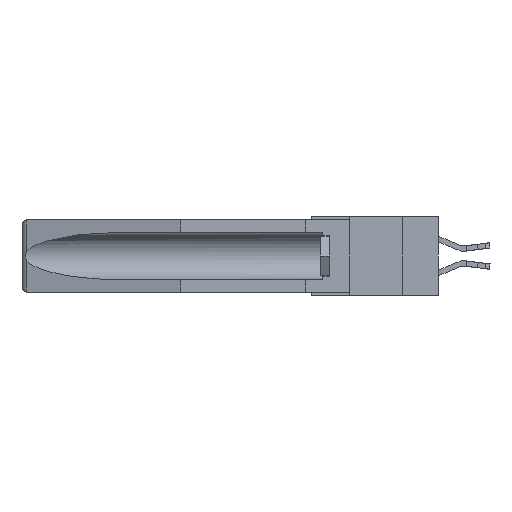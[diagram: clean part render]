
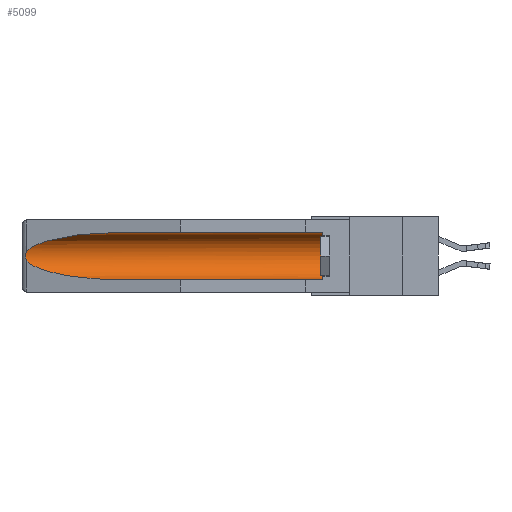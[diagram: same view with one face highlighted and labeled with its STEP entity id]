
A CAD part, left-side view. The second image highlights one B-rep face of the part: STEP entity #5099.
In plain terms, the highlighted cylindrical face has radius 2.857 mm (diameter 5.715 mm), a partial arc.
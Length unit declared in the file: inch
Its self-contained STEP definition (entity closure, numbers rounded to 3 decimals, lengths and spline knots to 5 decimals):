
#592 = CARTESIAN_POINT ( 'NONE',  ( 0.2675, 1.53308, -0.16763 ) ) ;
#1069 = EDGE_CURVE ( 'NONE', #18846, #2061, #7160, .T. ) ;
#1199 = CARTESIAN_POINT ( 'NONE',  ( 0.155, 0.126, -0.1715 ) ) ;
#1201 = ORIENTED_EDGE ( 'NONE', *, *, #6321, .F. ) ;
#1281 = CARTESIAN_POINT ( 'NONE',  ( 0.21114, 1.30732, -0.059 ) ) ;
#1518 = CIRCLE ( 'NONE', #10917, 0.1125 ) ;
#1637 = AXIS2_PLACEMENT_3D ( 'NONE', #3962, #9955, #8357 ) ;
#1752 = CARTESIAN_POINT ( 'NONE',  ( 0.155, -0.30754, -0.284 ) ) ;
#1999 = CARTESIAN_POINT ( 'NONE',  ( 0.26597, 1.5296, -0.19026 ) ) ;
#2061 = VERTEX_POINT ( 'NONE', #11433 ) ;
#2142 = VERTEX_POINT ( 'NONE', #19273 ) ;
#2195 = CARTESIAN_POINT ( 'NONE',  ( 0.26597, 1.52961, -0.15275 ) ) ;
#2361 = CARTESIAN_POINT ( 'NONE',  ( 0.26537, 1.52718, -0.19328 ) ) ;
#2512 = CARTESIAN_POINT ( 'NONE',  ( 0.25451, 1.48313, -0.09465 ) ) ;
#3313 = ORIENTED_EDGE ( 'NONE', *, *, #18872, .T. ) ;
#3745 = CARTESIAN_POINT ( 'NONE',  ( 0.26537, 1.52718, -0.19328 ) ) ;
#3962 = CARTESIAN_POINT ( 'NONE',  ( 0.155, -0.30754, -0.1715 ) ) ;
#4263 = VERTEX_POINT ( 'NONE', #5448 ) ;
#4337 = LINE ( 'NONE', #18138, #14701 ) ;
#4453 = CARTESIAN_POINT ( 'NONE',  ( 0.21114, 1.30732, -0.284 ) ) ;
#4496 = ORIENTED_EDGE ( 'NONE', *, *, #16041, .T. ) ;
#5099 = ADVANCED_FACE ( 'NONE', ( #13277 ), #18337, .F. ) ;
#5119 = CARTESIAN_POINT ( 'NONE',  ( 0.26655, 1.53094, -0.18657 ) ) ;
#5325 = CARTESIAN_POINT ( 'NONE',  ( 0.2673, 1.5327, -0.16383 ) ) ;
#5448 = CARTESIAN_POINT ( 'NONE',  ( 0.155, 1.07973, -0.284 ) ) ;
#5571 = VERTEX_POINT ( 'NONE', #15316 ) ;
#5865 = VECTOR ( 'NONE', #7636, 39.37008 ) ;
#5900 = CARTESIAN_POINT ( 'NONE',  ( 0.155, 1.07973, -0.059 ) ) ;
#6321 = EDGE_CURVE ( 'NONE', #14359, #4263, #9936, .T. ) ;
#6877 = CARTESIAN_POINT ( 'NONE',  ( 0.2675, 1.53308, -0.17534 ) ) ;
#7160 = B_SPLINE_CURVE_WITH_KNOTS ( 'NONE', 3,
 ( #11429, #2195, #19002, #5325, #592, #6877, #12982, #5119, #1999, #3745 ),
 .UNSPECIFIED., .F., .F.,
 ( 4, 2, 2, 2, 4 ),
 ( 0., 0.00029, 0.00058, 0.00087, 0.00117 ),
 .UNSPECIFIED. ) ;
#7301 = DIRECTION ( 'NONE',  ( 0., 0., 1. ) ) ;
#7636 = DIRECTION ( 'NONE',  ( 0., 1., 0. ) ) ;
#8008 = ORIENTED_EDGE ( 'NONE', *, *, #9732, .T. ) ;
#8357 = DIRECTION ( 'NONE',  ( 0., 0., 1. ) ) ;
#8793 = DIRECTION ( 'NONE',  ( 0., 1., 0. ) ) ;
#9732 = EDGE_CURVE ( 'NONE', #5571, #2142, #4337, .T. ) ;
#9936 = LINE ( 'NONE', #1752, #5865 ) ;
#9955 = DIRECTION ( 'NONE',  ( 0., 1., 0. ) ) ;
#10917 = AXIS2_PLACEMENT_3D ( 'NONE', #1199, #11722, #7301 ) ;
#11429 = CARTESIAN_POINT ( 'NONE',  ( 0.26537, 1.52718, -0.14972 ) ) ;
#11433 = CARTESIAN_POINT ( 'NONE',  ( 0.26537, 1.52718, -0.19328 ) ) ;
#11722 = DIRECTION ( 'NONE',  ( 0., -1., 0. ) ) ;
#12468 = CARTESIAN_POINT ( 'NONE',  ( 0.155, 0.126, -0.284 ) ) ;
#12982 = CARTESIAN_POINT ( 'NONE',  ( 0.2673, 1.53269, -0.17917 ) ) ;
#13277 = FACE_OUTER_BOUND ( 'NONE', #19564, .T. ) ;
#13624 =( BOUNDED_CURVE ( )  B_SPLINE_CURVE ( 3, ( #5900, #1281, #2512, #15111 ),
 .UNSPECIFIED., .F., .F. ) 
 B_SPLINE_CURVE_WITH_KNOTS ( ( 4, 4 ),
 ( 4.71239, 6.08839 ),
 .UNSPECIFIED. ) 
 CURVE ( )  GEOMETRIC_REPRESENTATION_ITEM ( )  RATIONAL_B_SPLINE_CURVE ( ( 1., 0.848, 0.848, 1. ) ) 
 REPRESENTATION_ITEM ( '' )  );
#13827 = EDGE_CURVE ( 'NONE', #14359, #5571, #1518, .T. ) ;
#14359 = VERTEX_POINT ( 'NONE', #12468 ) ;
#14701 = VECTOR ( 'NONE', #8793, 39.37008 ) ;
#15111 = CARTESIAN_POINT ( 'NONE',  ( 0.26537, 1.52718, -0.14972 ) ) ;
#15316 = CARTESIAN_POINT ( 'NONE',  ( 0.155, 0.126, -0.059 ) ) ;
#15387 = ORIENTED_EDGE ( 'NONE', *, *, #1069, .T. ) ;
#15829 = ORIENTED_EDGE ( 'NONE', *, *, #13827, .T. ) ;
#16041 = EDGE_CURVE ( 'NONE', #2061, #4263, #19949, .T. ) ;
#16242 = CARTESIAN_POINT ( 'NONE',  ( 0.155, 1.07973, -0.284 ) ) ;
#17853 = CARTESIAN_POINT ( 'NONE',  ( 0.25451, 1.48313, -0.24835 ) ) ;
#18128 = CARTESIAN_POINT ( 'NONE',  ( 0.26537, 1.52718, -0.14972 ) ) ;
#18138 = CARTESIAN_POINT ( 'NONE',  ( 0.155, -0.30754, -0.059 ) ) ;
#18337 = CYLINDRICAL_SURFACE ( 'NONE', #1637, 0.1125 ) ;
#18846 = VERTEX_POINT ( 'NONE', #18128 ) ;
#18872 = EDGE_CURVE ( 'NONE', #2142, #18846, #13624, .T. ) ;
#19002 = CARTESIAN_POINT ( 'NONE',  ( 0.26654, 1.53092, -0.15636 ) ) ;
#19273 = CARTESIAN_POINT ( 'NONE',  ( 0.155, 1.07973, -0.059 ) ) ;
#19564 = EDGE_LOOP ( 'NONE', ( #3313, #15387, #4496, #1201, #15829, #8008 ) ) ;
#19949 =( BOUNDED_CURVE ( )  B_SPLINE_CURVE ( 3, ( #2361, #17853, #4453, #16242 ),
 .UNSPECIFIED., .F., .T. ) 
 B_SPLINE_CURVE_WITH_KNOTS ( ( 4, 4 ),
 ( 0.1948, 1.5708 ),
 .UNSPECIFIED. ) 
 CURVE ( )  GEOMETRIC_REPRESENTATION_ITEM ( )  RATIONAL_B_SPLINE_CURVE ( ( 1., 0.848, 0.848, 1. ) ) 
 REPRESENTATION_ITEM ( '' )  );
